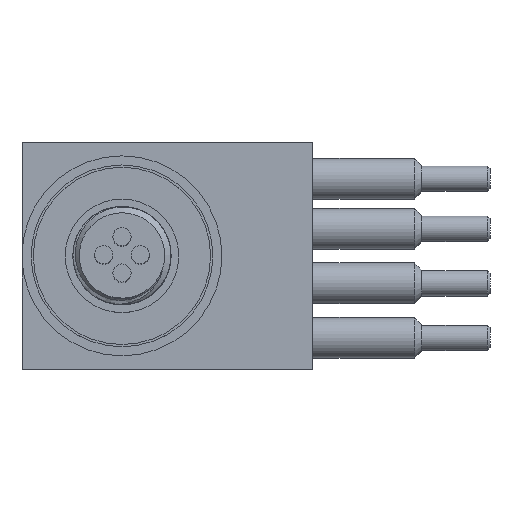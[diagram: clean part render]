
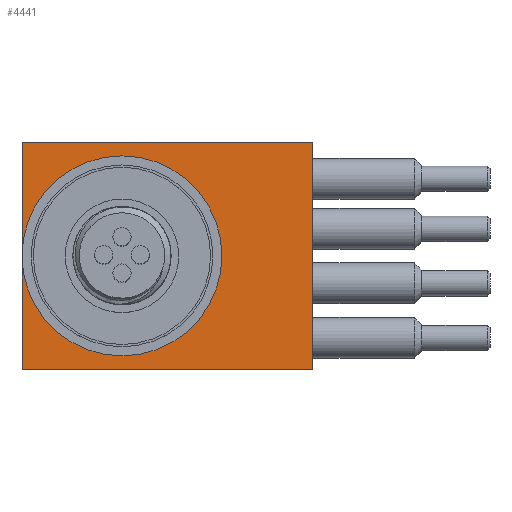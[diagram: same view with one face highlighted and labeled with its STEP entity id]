
A CAD part, top view. The second image highlights one B-rep face of the part: STEP entity #4441.
In plain terms, the highlighted planar face has unit normal (0, 0, 1).
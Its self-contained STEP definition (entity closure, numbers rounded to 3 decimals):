
#157=LINE($,#9448,#515);
#364=LINE($,#11262,#722);
#365=LINE($,#11263,#723);
#366=LINE($,#11265,#724);
#367=LINE($,#11266,#725);
#515=VECTOR($,#5014,25.);
#722=VECTOR($,#5373,32.);
#723=VECTOR($,#5374,12.5);
#724=VECTOR($,#5375,12.5);
#725=VECTOR($,#5376,32.);
#842=PLANE($,#4637);
#971=CIRCLE($,#4635,11.);
#1222=FACE_OUTER_BOUND($,#1529,.T.);
#1529=EDGE_LOOP($,(#3955,#3956,#3957,#3958,#3959,#3960));
#1917=VERTEX_POINT($,#9446);
#1918=VERTEX_POINT($,#9447);
#2156=VERTEX_POINT($,#11257);
#2157=VERTEX_POINT($,#11261);
#2158=VERTEX_POINT($,#11264);
#2408=EDGE_CURVE($,#1917,#1918,#157,.T.);
#2760=EDGE_CURVE($,#2156,#2156,#971,.T.);
#2761=EDGE_CURVE($,#2157,#1917,#364,.T.);
#2762=EDGE_CURVE($,#2156,#2157,#365,.T.);
#2763=EDGE_CURVE($,#2158,#2156,#366,.T.);
#2764=EDGE_CURVE($,#1918,#2158,#367,.T.);
#3955=ORIENTED_EDGE($,*,*,#2408,.F.);
#3956=ORIENTED_EDGE($,*,*,#2761,.F.);
#3957=ORIENTED_EDGE($,*,*,#2762,.F.);
#3958=ORIENTED_EDGE($,*,*,#2760,.T.);
#3959=ORIENTED_EDGE($,*,*,#2763,.F.);
#3960=ORIENTED_EDGE($,*,*,#2764,.F.);
#4441=ADVANCED_FACE($,(#1222),#842,.T.);
#4635=AXIS2_PLACEMENT_3D($,#11258,#5367,#5368);
#4637=AXIS2_PLACEMENT_3D($,#11260,#5371,#5372);
#5014=DIRECTION($,(0.,-1.,0.));
#5367=DIRECTION('center_axis',(0.,0.,-1.));
#5368=DIRECTION('ref_axis',(-1.,0.,0.));
#5371=DIRECTION('center_axis',(0.,0.,1.));
#5372=DIRECTION('ref_axis',(1.,0.,0.));
#5373=DIRECTION($,(1.,0.,0.));
#5374=DIRECTION($,(0.,1.,0.));
#5375=DIRECTION($,(0.,1.,0.));
#5376=DIRECTION($,(-1.,0.,0.));
#9446=CARTESIAN_POINT('',(16.,12.5,7.));
#9447=CARTESIAN_POINT('',(16.,-12.5,7.));
#9448=CARTESIAN_POINT($,(16.,-12.5,7.));
#11257=CARTESIAN_POINT('',(-16.,0.,7.));
#11258=CARTESIAN_POINT('Origin',(-5.,0.,7.));
#11260=CARTESIAN_POINT('Origin',(0.,0.,7.));
#11261=CARTESIAN_POINT('',(-16.,12.5,7.));
#11262=CARTESIAN_POINT($,(16.,12.5,7.));
#11263=CARTESIAN_POINT($,(-16.,12.5,7.));
#11264=CARTESIAN_POINT('',(-16.,-12.5,7.));
#11265=CARTESIAN_POINT($,(-16.,12.5,7.));
#11266=CARTESIAN_POINT($,(-16.,-12.5,7.));
